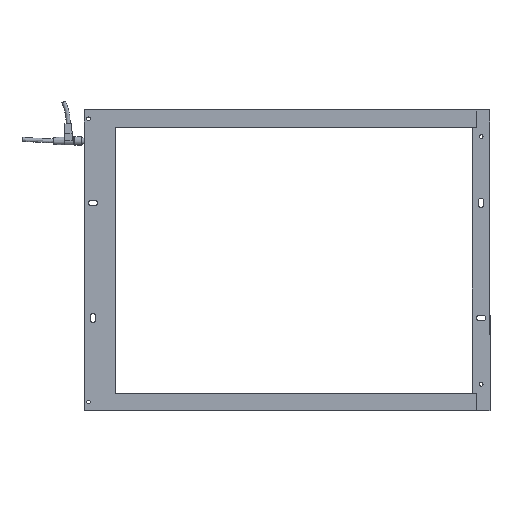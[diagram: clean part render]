
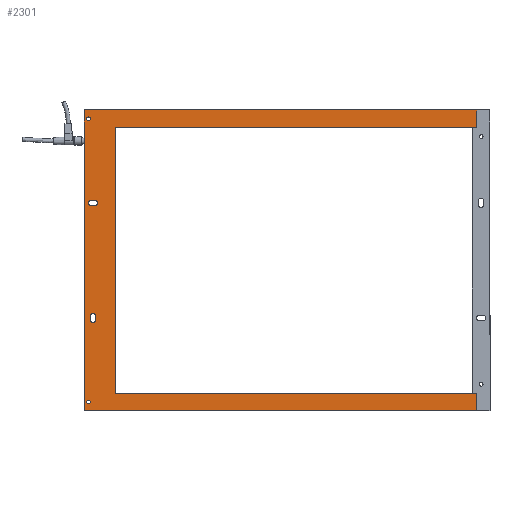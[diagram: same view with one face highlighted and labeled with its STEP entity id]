
A CAD part, top view. The second image highlights one B-rep face of the part: STEP entity #2301.
In plain terms, the highlighted planar face has unit normal (0, 0, 1).
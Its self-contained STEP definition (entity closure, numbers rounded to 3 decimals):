
#107=FACE_BOUND($,#428,.T.);
#108=FACE_BOUND($,#429,.T.);
#109=FACE_BOUND($,#430,.T.);
#110=FACE_BOUND($,#431,.T.);
#195=CIRCLE($,#2465,2.1);
#196=CIRCLE($,#2466,2.1);
#197=CIRCLE($,#2467,3.2);
#198=CIRCLE($,#2468,3.2);
#199=CIRCLE($,#2469,3.2);
#200=CIRCLE($,#2470,3.2);
#275=FACE_OUTER_BOUND($,#427,.T.);
#427=EDGE_LOOP($,(#1597,#1598,#1599,#1600,#1601,#1602,#1603,#1604));
#428=EDGE_LOOP($,(#1605));
#429=EDGE_LOOP($,(#1606));
#430=EDGE_LOOP($,(#1607,#1608,#1609,#1610));
#431=EDGE_LOOP($,(#1611,#1612,#1613,#1614));
#667=LINE($,#3423,#873);
#668=LINE($,#3425,#874);
#669=LINE($,#3427,#875);
#670=LINE($,#3429,#876);
#671=LINE($,#3431,#877);
#672=LINE($,#3433,#878);
#673=LINE($,#3435,#879);
#674=LINE($,#3436,#880);
#675=LINE($,#3443,#881);
#676=LINE($,#3447,#882);
#677=LINE($,#3451,#883);
#678=LINE($,#3455,#884);
#873=VECTOR($,#2717,340.);
#874=VECTOR($,#2718,443.5);
#875=VECTOR($,#2719,20.);
#876=VECTOR($,#2720,408.5);
#877=VECTOR($,#2721,300.);
#878=VECTOR($,#2722,408.5);
#879=VECTOR($,#2723,20.);
#880=VECTOR($,#2724,443.5);
#881=VECTOR($,#2729,4.1);
#882=VECTOR($,#2732,4.1);
#883=VECTOR($,#2735,4.1);
#884=VECTOR($,#2738,4.1);
#1079=VERTEX_POINT($,#3421);
#1080=VERTEX_POINT($,#3422);
#1081=VERTEX_POINT($,#3424);
#1082=VERTEX_POINT($,#3426);
#1083=VERTEX_POINT($,#3428);
#1084=VERTEX_POINT($,#3430);
#1085=VERTEX_POINT($,#3432);
#1086=VERTEX_POINT($,#3434);
#1087=VERTEX_POINT($,#3437);
#1088=VERTEX_POINT($,#3439);
#1089=VERTEX_POINT($,#3441);
#1090=VERTEX_POINT($,#3442);
#1091=VERTEX_POINT($,#3444);
#1092=VERTEX_POINT($,#3446);
#1093=VERTEX_POINT($,#3449);
#1094=VERTEX_POINT($,#3450);
#1095=VERTEX_POINT($,#3452);
#1096=VERTEX_POINT($,#3454);
#1297=EDGE_CURVE($,#1079,#1080,#667,.T.);
#1298=EDGE_CURVE($,#1080,#1081,#668,.T.);
#1299=EDGE_CURVE($,#1081,#1082,#669,.T.);
#1300=EDGE_CURVE($,#1082,#1083,#670,.T.);
#1301=EDGE_CURVE($,#1083,#1084,#671,.T.);
#1302=EDGE_CURVE($,#1084,#1085,#672,.T.);
#1303=EDGE_CURVE($,#1085,#1086,#673,.T.);
#1304=EDGE_CURVE($,#1086,#1079,#674,.T.);
#1305=EDGE_CURVE($,#1087,#1087,#195,.T.);
#1306=EDGE_CURVE($,#1088,#1088,#196,.T.);
#1307=EDGE_CURVE($,#1089,#1090,#675,.T.);
#1308=EDGE_CURVE($,#1090,#1091,#197,.T.);
#1309=EDGE_CURVE($,#1091,#1092,#676,.T.);
#1310=EDGE_CURVE($,#1092,#1089,#198,.T.);
#1311=EDGE_CURVE($,#1093,#1094,#677,.T.);
#1312=EDGE_CURVE($,#1094,#1095,#199,.T.);
#1313=EDGE_CURVE($,#1095,#1096,#678,.T.);
#1314=EDGE_CURVE($,#1096,#1093,#200,.T.);
#1597=ORIENTED_EDGE($,*,*,#1297,.T.);
#1598=ORIENTED_EDGE($,*,*,#1298,.T.);
#1599=ORIENTED_EDGE($,*,*,#1299,.T.);
#1600=ORIENTED_EDGE($,*,*,#1300,.T.);
#1601=ORIENTED_EDGE($,*,*,#1301,.T.);
#1602=ORIENTED_EDGE($,*,*,#1302,.T.);
#1603=ORIENTED_EDGE($,*,*,#1303,.T.);
#1604=ORIENTED_EDGE($,*,*,#1304,.T.);
#1605=ORIENTED_EDGE($,*,*,#1305,.T.);
#1606=ORIENTED_EDGE($,*,*,#1306,.T.);
#1607=ORIENTED_EDGE($,*,*,#1307,.T.);
#1608=ORIENTED_EDGE($,*,*,#1308,.T.);
#1609=ORIENTED_EDGE($,*,*,#1309,.T.);
#1610=ORIENTED_EDGE($,*,*,#1310,.T.);
#1611=ORIENTED_EDGE($,*,*,#1311,.T.);
#1612=ORIENTED_EDGE($,*,*,#1312,.T.);
#1613=ORIENTED_EDGE($,*,*,#1313,.T.);
#1614=ORIENTED_EDGE($,*,*,#1314,.T.);
#2197=PLANE($,#2464);
#2301=ADVANCED_FACE($,(#275,#107,#108,#109,#110),#2197,.T.);
#2464=AXIS2_PLACEMENT_3D($,#3420,#2715,#2716);
#2465=AXIS2_PLACEMENT_3D($,#3438,#2725,#2726);
#2466=AXIS2_PLACEMENT_3D($,#3440,#2727,#2728);
#2467=AXIS2_PLACEMENT_3D($,#3445,#2730,#2731);
#2468=AXIS2_PLACEMENT_3D($,#3448,#2733,#2734);
#2469=AXIS2_PLACEMENT_3D($,#3453,#2736,#2737);
#2470=AXIS2_PLACEMENT_3D($,#3456,#2739,#2740);
#2715=DIRECTION('center_axis',(0.,0.,1.));
#2716=DIRECTION('ref_axis',(1.,0.,0.));
#2717=DIRECTION($,(0.,-1.,0.));
#2718=DIRECTION($,(1.,0.,0.));
#2719=DIRECTION($,(0.,1.,0.));
#2720=DIRECTION($,(-1.,0.,0.));
#2721=DIRECTION($,(0.,1.,0.));
#2722=DIRECTION($,(1.,0.,0.));
#2723=DIRECTION($,(0.,1.,0.));
#2724=DIRECTION($,(-1.,0.,0.));
#2725=DIRECTION('center_axis',(0.,0.,-1.));
#2726=DIRECTION('ref_axis',(-1.,0.,0.));
#2727=DIRECTION('center_axis',(0.,0.,-1.));
#2728=DIRECTION('ref_axis',(-1.,0.,0.));
#2729=DIRECTION($,(-1.,0.,0.));
#2730=DIRECTION('center_axis',(0.,0.,-1.));
#2731=DIRECTION('ref_axis',(1.,0.,0.));
#2732=DIRECTION($,(1.,0.,0.));
#2733=DIRECTION('center_axis',(0.,0.,-1.));
#2734=DIRECTION('ref_axis',(1.,0.,0.));
#2735=DIRECTION($,(0.,1.,0.));
#2736=DIRECTION('center_axis',(0.,0.,-1.));
#2737=DIRECTION('ref_axis',(1.,0.,0.));
#2738=DIRECTION($,(0.,-1.,0.));
#2739=DIRECTION('center_axis',(0.,0.,-1.));
#2740=DIRECTION('ref_axis',(1.,0.,0.));
#3420=CARTESIAN_POINT('Origin',(203.739,-115.437,19.95));
#3421=CARTESIAN_POINT('',(-18.011,54.563,19.95));
#3422=CARTESIAN_POINT('',(-18.011,-285.437,19.95));
#3423=CARTESIAN_POINT($,(-18.011,-200.437,19.95));
#3424=CARTESIAN_POINT('',(425.489,-285.437,19.95));
#3425=CARTESIAN_POINT($,(314.614,-285.437,19.95));
#3426=CARTESIAN_POINT('',(425.489,-265.437,19.95));
#3427=CARTESIAN_POINT($,(425.489,-190.437,19.95));
#3428=CARTESIAN_POINT('',(16.989,-265.437,19.95));
#3429=CARTESIAN_POINT($,(110.364,-265.437,19.95));
#3430=CARTESIAN_POINT('',(16.989,34.563,19.95));
#3431=CARTESIAN_POINT($,(16.989,-40.437,19.95));
#3432=CARTESIAN_POINT('',(425.489,34.563,19.95));
#3433=CARTESIAN_POINT($,(314.614,34.563,19.95));
#3434=CARTESIAN_POINT('',(425.489,54.563,19.95));
#3435=CARTESIAN_POINT($,(425.489,-30.437,19.95));
#3436=CARTESIAN_POINT($,(92.864,54.563,19.95));
#3437=CARTESIAN_POINT('',(-10.911,-275.437,19.95));
#3438=CARTESIAN_POINT('Origin',(-13.011,-275.437,19.95));
#3439=CARTESIAN_POINT('',(-10.911,44.563,19.95));
#3440=CARTESIAN_POINT('Origin',(-13.011,44.563,19.95));
#3441=CARTESIAN_POINT('',(-5.961,-53.637,19.95));
#3442=CARTESIAN_POINT('',(-10.061,-53.637,19.95));
#3443=CARTESIAN_POINT($,(96.839,-53.637,19.95));
#3444=CARTESIAN_POINT('',(-10.061,-47.237,19.95));
#3445=CARTESIAN_POINT('Origin',(-10.061,-50.437,19.95));
#3446=CARTESIAN_POINT('',(-5.961,-47.237,19.95));
#3447=CARTESIAN_POINT($,(98.889,-47.237,19.95));
#3448=CARTESIAN_POINT('Origin',(-5.961,-50.437,19.95));
#3449=CARTESIAN_POINT('',(-11.211,-182.487,19.95));
#3450=CARTESIAN_POINT('',(-11.211,-178.387,19.95));
#3451=CARTESIAN_POINT($,(-11.211,-146.912,19.95));
#3452=CARTESIAN_POINT('',(-4.811,-178.387,19.95));
#3453=CARTESIAN_POINT('Origin',(-8.011,-178.387,19.95));
#3454=CARTESIAN_POINT('',(-4.811,-182.487,19.95));
#3455=CARTESIAN_POINT($,(-4.811,-148.962,19.95));
#3456=CARTESIAN_POINT('Origin',(-8.011,-182.487,19.95));
